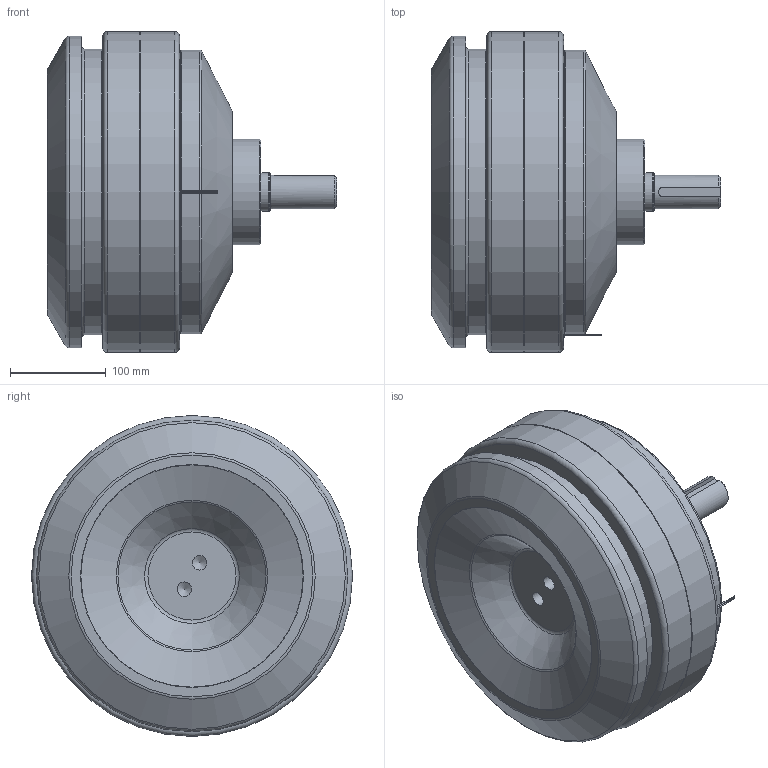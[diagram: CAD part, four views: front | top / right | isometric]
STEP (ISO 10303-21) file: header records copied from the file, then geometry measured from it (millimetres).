
FILE_DESCRIPTION(('STEP AP214'),'1');
FILE_NAME('PRB-20W3.stp','2016-02-26T06:38:50',(' '),(' '),'Spatial InterOp 3D',' ',' ');
FILE_SCHEMA(('automotive_design'));
Length unit declared in the file: millimetre
Products named in the file (1): 1
Bounding box: 302 x 335 x 335 mm (x, y, z)
Volume: 13687209.3 mm3; surface area: 396452.7 mm2
Topology: 1 solids, 1 shells, 73 faces, 162 edges, 111 vertices
Faces by surface type: plane 25, cylinder 23, torus 14, cone 11
Full cylindrical faces by diameter (mm): 1.2 x2, 6.6 x1, 8.5 x7, 15.25 x2, 35 x1, 39.9 x1, 110 x1, 290 x2, 296 x1, 298 x1, 325 x1, 335 x2
Entity records: 2473 total; most frequent: DIRECTION 359, CARTESIAN_POINT 335, ORIENTED_EDGE 226, AXIS2_PLACEMENT_3D 174, EDGE_LOOP 139, FACE_BOUND 114, EDGE_CURVE 113, VERTEX_POINT 110
